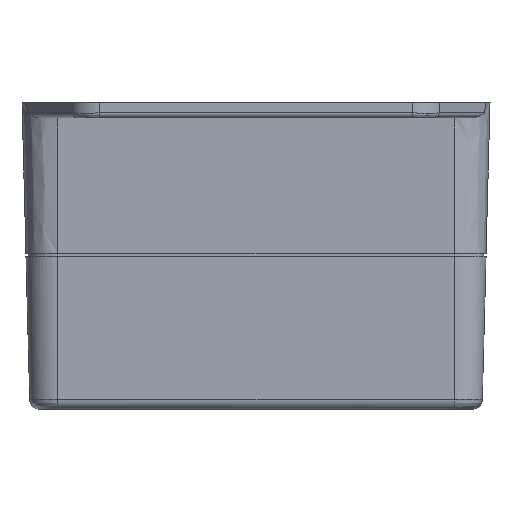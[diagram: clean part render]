
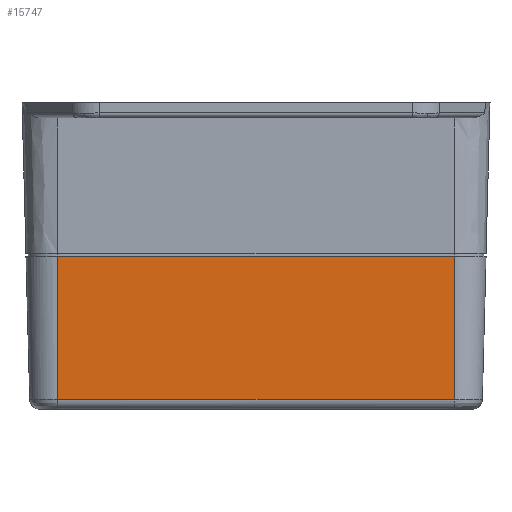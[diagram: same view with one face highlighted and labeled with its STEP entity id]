
A CAD part, left-side view. The second image highlights one B-rep face of the part: STEP entity #15747.
In plain terms, the highlighted face is planar.
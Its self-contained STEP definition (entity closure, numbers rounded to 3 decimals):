
#1215 = DIRECTION ( 'NONE',  ( 0.026, 0., -1. ) ) ;
#3893 = DIRECTION ( 'NONE',  ( 1., 0., 0.026 ) ) ;
#6404 = DIRECTION ( 'NONE',  ( 0., -1., 0. ) ) ;
#7596 = CARTESIAN_POINT ( 'NONE',  ( 44.997, 0., 0.129 ) ) ;
#8437 = LINE ( 'NONE', #32339, #39867 ) ;
#8662 = DIRECTION ( 'NONE',  ( 0., 1., 0. ) ) ;
#11786 = EDGE_LOOP ( 'NONE', ( #49251, #25466, #40190, #38042 ) ) ;
#12376 = EDGE_CURVE ( 'NONE', #43117, #38958, #15099, .T. ) ;
#15099 = LINE ( 'NONE', #51210, #16367 ) ;
#15136 = VERTEX_POINT ( 'NONE', #48566 ) ;
#15747 = ADVANCED_FACE ( 'NONE', ( #25564 ), #43074, .T. ) ;
#16367 = VECTOR ( 'NONE', #43293, 1000. ) ;
#18164 = CARTESIAN_POINT ( 'NONE',  ( 44.268, 0., 28.18 ) ) ;
#18679 = VERTEX_POINT ( 'NONE', #47818 ) ;
#22147 = VECTOR ( 'NONE', #6404, 1000. ) ;
#25466 = ORIENTED_EDGE ( 'NONE', *, *, #32373, .T. ) ;
#25564 = FACE_OUTER_BOUND ( 'NONE', #11786, .T. ) ;
#31619 = DIRECTION ( 'NONE',  ( 0.026, 0., -1. ) ) ;
#32339 = CARTESIAN_POINT ( 'NONE',  ( 44.997, -76.526, 0.129 ) ) ;
#32373 = EDGE_CURVE ( 'NONE', #38958, #15136, #42940, .T. ) ;
#35052 = AXIS2_PLACEMENT_3D ( 'NONE', #7596, #3893, #31619 ) ;
#38042 = ORIENTED_EDGE ( 'NONE', *, *, #48618, .T. ) ;
#38449 = LINE ( 'NONE', #44779, #46420 ) ;
#38958 = VERTEX_POINT ( 'NONE', #43320 ) ;
#39867 = VECTOR ( 'NONE', #8662, 1000. ) ;
#40190 = ORIENTED_EDGE ( 'NONE', *, *, #41708, .T. ) ;
#41708 = EDGE_CURVE ( 'NONE', #15136, #18679, #38449, .T. ) ;
#42940 = LINE ( 'NONE', #18164, #22147 ) ;
#43074 = PLANE ( 'NONE',  #35052 ) ;
#43117 = VERTEX_POINT ( 'NONE', #49392 ) ;
#43293 = DIRECTION ( 'NONE',  ( -0.026, 0., 1. ) ) ;
#43320 = CARTESIAN_POINT ( 'NONE',  ( 44.268, 38.75, 28.18 ) ) ;
#44779 = CARTESIAN_POINT ( 'NONE',  ( 44.529, -38.75, 18.129 ) ) ;
#46420 = VECTOR ( 'NONE', #1215, 1000. ) ;
#47818 = CARTESIAN_POINT ( 'NONE',  ( 44.997, -38.75, 0.129 ) ) ;
#48566 = CARTESIAN_POINT ( 'NONE',  ( 44.268, -38.75, 28.18 ) ) ;
#48618 = EDGE_CURVE ( 'NONE', #18679, #43117, #8437, .T. ) ;
#49251 = ORIENTED_EDGE ( 'NONE', *, *, #12376, .T. ) ;
#49392 = CARTESIAN_POINT ( 'NONE',  ( 44.997, 38.75, 0.129 ) ) ;
#51210 = CARTESIAN_POINT ( 'NONE',  ( 44.529, 38.75, 18.129 ) ) ;
